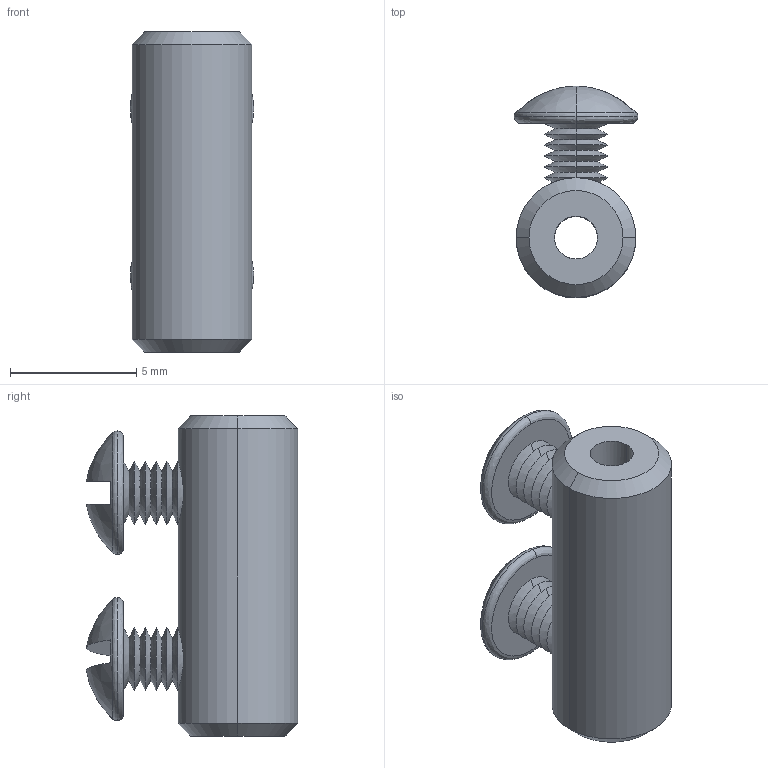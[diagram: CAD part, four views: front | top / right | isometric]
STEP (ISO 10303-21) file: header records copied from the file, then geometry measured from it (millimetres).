
FILE_DESCRIPTION (( 'STEP AP214' ), '1' );
FILE_NAME ('360-PIC-1.8.STEP', '2020-09-28T06:58:37', ( '' ), ( '' ), 'SwSTEP 2.0', 'SolidWorks 2017', '' );
FILE_SCHEMA (( 'AUTOMOTIVE_DESIGN' ));
Length unit declared in the file: millimetre
Products named in the file (1): 360-PIC-1.8
Bounding box: 4.9 x 8.39 x 12.7 mm (x, y, z)
Volume: 230.7 mm3; surface area: 499.9 mm2
Topology: 3 solids, 3 shells, 142 faces, 320 edges, 188 vertices
Faces by surface type: cone 104, plane 18, bspline 12, cylinder 8
Entity records: 4320 total; most frequent: CARTESIAN_POINT 1107, DIRECTION 702, ORIENTED_EDGE 640, EDGE_CURVE 320, AXIS2_PLACEMENT_3D 295, VERTEX_POINT 188, CIRCLE 164, EDGE_LOOP 152
